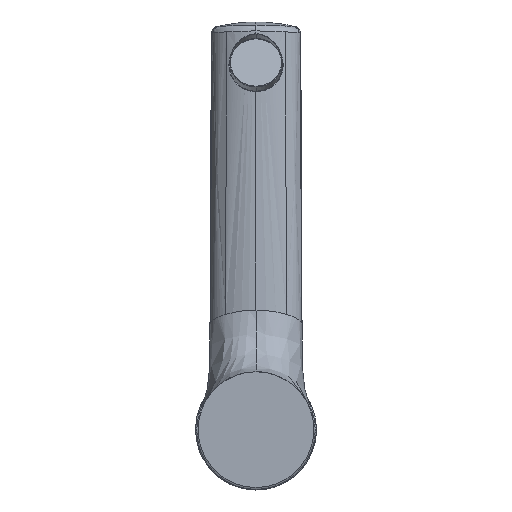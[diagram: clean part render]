
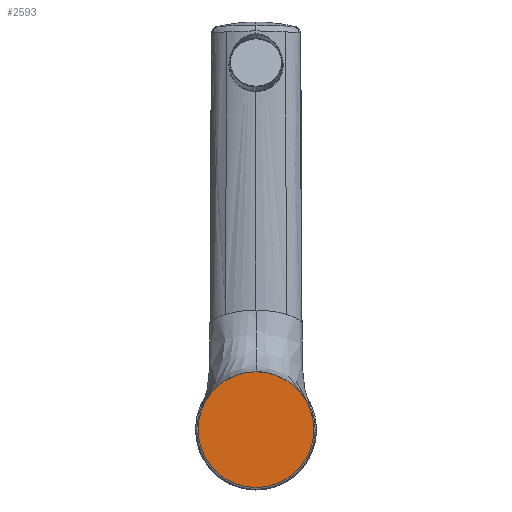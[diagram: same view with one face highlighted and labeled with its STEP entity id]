
A CAD part, front view. The second image highlights one B-rep face of the part: STEP entity #2593.
In plain terms, the highlighted planar face has unit normal (0, -1, 0).
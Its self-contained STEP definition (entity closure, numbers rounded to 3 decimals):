
#212 = VERTEX_POINT ( 'NONE', #447 ) ;
#447 = CARTESIAN_POINT ( 'NONE',  ( 0., 0., -23.25 ) ) ;
#459 = CIRCLE ( 'NONE', #7510, 23.25 ) ;
#1045 = ORIENTED_EDGE ( 'NONE', *, *, #8479, .F. ) ;
#1235 = AXIS2_PLACEMENT_3D ( 'NONE', #7305, #7990, #3952 ) ;
#1787 = ORIENTED_EDGE ( 'NONE', *, *, #3976, .F. ) ;
#1952 = PLANE ( 'NONE',  #1235 ) ;
#2014 = VERTEX_POINT ( 'NONE', #3746 ) ;
#2593 = ADVANCED_FACE ( 'NONE', ( #7551 ), #1952, .F. ) ;
#2659 = CARTESIAN_POINT ( 'NONE',  ( 0., 0., 0. ) ) ;
#3314 = DIRECTION ( 'NONE',  ( 0., 0., 1. ) ) ;
#3668 = DIRECTION ( 'NONE',  ( 0., 1., 0. ) ) ;
#3746 = CARTESIAN_POINT ( 'NONE',  ( 0., 0., 23.25 ) ) ;
#3757 = EDGE_LOOP ( 'NONE', ( #1787, #1045 ) ) ;
#3952 = DIRECTION ( 'NONE',  ( 0., 0., 1. ) ) ;
#3976 = EDGE_CURVE ( 'NONE', #2014, #212, #459, .T. ) ;
#4534 = CIRCLE ( 'NONE', #5232, 23.25 ) ;
#5232 = AXIS2_PLACEMENT_3D ( 'NONE', #2659, #7346, #3314 ) ;
#7305 = CARTESIAN_POINT ( 'NONE',  ( 0., 0., 0. ) ) ;
#7346 = DIRECTION ( 'NONE',  ( 0., 1., 0. ) ) ;
#7510 = AXIS2_PLACEMENT_3D ( 'NONE', #7699, #3668, #8357 ) ;
#7551 = FACE_OUTER_BOUND ( 'NONE', #3757, .T. ) ;
#7699 = CARTESIAN_POINT ( 'NONE',  ( 0., 0., 0. ) ) ;
#7990 = DIRECTION ( 'NONE',  ( 0., 1., 0. ) ) ;
#8357 = DIRECTION ( 'NONE',  ( 0., 0., 1. ) ) ;
#8479 = EDGE_CURVE ( 'NONE', #212, #2014, #4534, .T. ) ;
